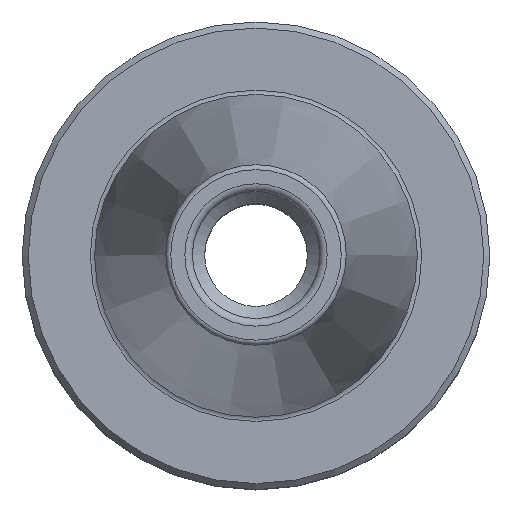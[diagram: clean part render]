
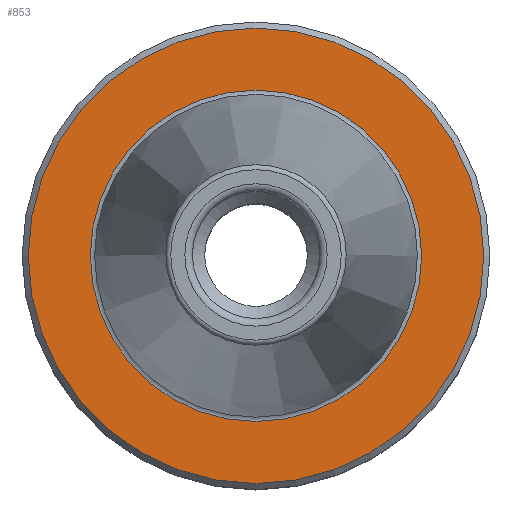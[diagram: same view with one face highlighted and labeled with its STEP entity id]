
A CAD part, top view. The second image highlights one B-rep face of the part: STEP entity #853.
In plain terms, the highlighted planar face has unit normal (0, 0, 1).
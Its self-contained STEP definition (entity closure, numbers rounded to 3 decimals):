
#50=PLANE('',#923);
#82=ORIENTED_EDGE('',*,*,#163,.T.);
#83=ORIENTED_EDGE('',*,*,#167,.F.);
#163=EDGE_CURVE('',#211,#211,#259,.T.);
#167=EDGE_CURVE('',#215,#215,#263,.T.);
#211=VERTEX_POINT('',#1221);
#215=VERTEX_POINT('',#1233);
#259=CIRCLE('',#916,22.4);
#263=CIRCLE('',#924,16.294);
#322=EDGE_LOOP('',(#82));
#323=EDGE_LOOP('',(#83));
#418=FACE_BOUND('',#322,.T.);
#419=FACE_BOUND('',#323,.T.);
#853=ADVANCED_FACE('',(#418,#419),#50,.T.);
#916=AXIS2_PLACEMENT_3D('',#1220,#1038,#1039);
#923=AXIS2_PLACEMENT_3D('',#1231,#1052,#1053);
#924=AXIS2_PLACEMENT_3D('',#1232,#1054,#1055);
#1038=DIRECTION('',(0.,0.,1.));
#1039=DIRECTION('',(1.,0.,0.));
#1052=DIRECTION('',(0.,0.,1.));
#1053=DIRECTION('',(1.,0.,0.));
#1054=DIRECTION('',(0.,0.,1.));
#1055=DIRECTION('',(1.,0.,0.));
#1220=CARTESIAN_POINT('',(0.,0.,-2.));
#1221=CARTESIAN_POINT('',(22.4,0.,-2.));
#1231=CARTESIAN_POINT('',(16.294,0.,-2.));
#1232=CARTESIAN_POINT('',(0.,0.,-2.));
#1233=CARTESIAN_POINT('',(16.294,0.,-2.));
